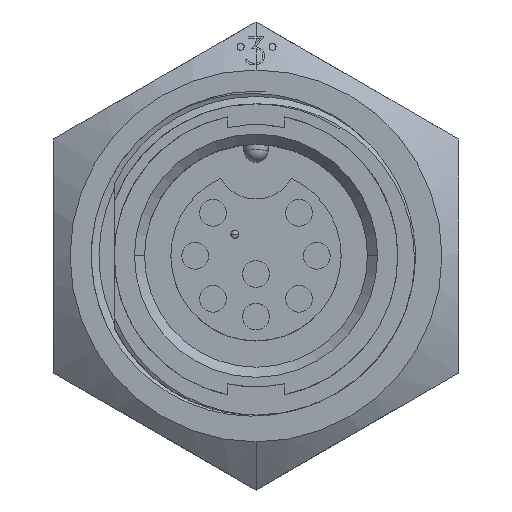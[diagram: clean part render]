
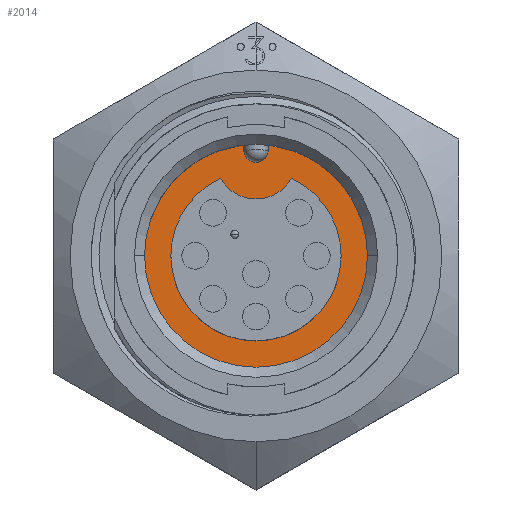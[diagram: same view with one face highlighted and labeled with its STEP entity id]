
A CAD part, top view. The second image highlights one B-rep face of the part: STEP entity #2014.
In plain terms, the highlighted planar face has unit normal (0, 0, 1).
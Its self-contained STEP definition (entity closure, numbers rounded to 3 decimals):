
#53 = CARTESIAN_POINT ( 'NONE',  ( -5.334, 0., -8.636 ) ) ;
#439 = CARTESIAN_POINT ( 'NONE',  ( 0.762, 6.629, -8.636 ) ) ;
#582 = DIRECTION ( 'NONE',  ( 0., 1., 0. ) ) ;
#592 = DIRECTION ( 'NONE',  ( 1., 0., 0. ) ) ;
#1268 = DIRECTION ( 'NONE',  ( 1., 0., 0. ) ) ;
#1321 = CIRCLE ( 'NONE', #6814, 6.985 ) ;
#1375 = AXIS2_PLACEMENT_3D ( 'NONE', #14085, #4574, #15673 ) ;
#1750 = DIRECTION ( 'NONE',  ( 0., 0., 1. ) ) ;
#2014 = ADVANCED_FACE ( 'NONE', ( #7575, #8087 ), #4519, .T. ) ;
#2021 = VECTOR ( 'NONE', #582, 1000. ) ;
#2086 = CIRCLE ( 'NONE', #20065, 5.334 ) ;
#2281 = EDGE_CURVE ( 'NONE', #10646, #4344, #2373, .T. ) ;
#2372 = VERTEX_POINT ( 'NONE', #439 ) ;
#2373 = CIRCLE ( 'NONE', #5670, 6.985 ) ;
#2520 = EDGE_LOOP ( 'NONE', ( #6528, #19260, #16740, #3806 ) ) ;
#2526 = LINE ( 'NONE', #19468, #6726 ) ;
#2613 = VERTEX_POINT ( 'NONE', #10588 ) ;
#3248 = CARTESIAN_POINT ( 'NONE',  ( 0., 0., -8.636 ) ) ;
#3684 = CARTESIAN_POINT ( 'NONE',  ( 5.334, 0., -8.636 ) ) ;
#3806 = ORIENTED_EDGE ( 'NONE', *, *, #12812, .F. ) ;
#4082 = EDGE_CURVE ( 'NONE', #18618, #8487, #9268, .T. ) ;
#4344 = VERTEX_POINT ( 'NONE', #11444 ) ;
#4519 = PLANE ( 'NONE',  #16686 ) ;
#4574 = DIRECTION ( 'NONE',  ( 0., 0., 1. ) ) ;
#4591 = CARTESIAN_POINT ( 'NONE',  ( 0., 0., -8.636 ) ) ;
#4842 = DIRECTION ( 'NONE',  ( 1., 0., 0. ) ) ;
#5288 = VERTEX_POINT ( 'NONE', #17672 ) ;
#5670 = AXIS2_PLACEMENT_3D ( 'NONE', #17757, #8265, #19312 ) ;
#6158 = AXIS2_PLACEMENT_3D ( 'NONE', #3248, #14356, #4842 ) ;
#6183 = DIRECTION ( 'NONE',  ( 1., 0., 0. ) ) ;
#6528 = ORIENTED_EDGE ( 'NONE', *, *, #8025, .F. ) ;
#6726 = VECTOR ( 'NONE', #8398, 1000. ) ;
#6814 = AXIS2_PLACEMENT_3D ( 'NONE', #11235, #1750, #12829 ) ;
#7042 = ORIENTED_EDGE ( 'NONE', *, *, #2281, .T. ) ;
#7575 = FACE_OUTER_BOUND ( 'NONE', #14002, .T. ) ;
#7812 = ORIENTED_EDGE ( 'NONE', *, *, #14560, .T. ) ;
#8025 = EDGE_CURVE ( 'NONE', #2613, #8482, #13206, .T. ) ;
#8087 = FACE_BOUND ( 'NONE', #2520, .T. ) ;
#8265 = DIRECTION ( 'NONE',  ( 0., 0., 1. ) ) ;
#8398 = DIRECTION ( 'NONE',  ( 0., -1., 0. ) ) ;
#8482 = VERTEX_POINT ( 'NONE', #53 ) ;
#8487 = VERTEX_POINT ( 'NONE', #11133 ) ;
#8557 = CIRCLE ( 'NONE', #17136, 2.557 ) ;
#8767 = DIRECTION ( 'NONE',  ( 0., 0., 1. ) ) ;
#8954 = ORIENTED_EDGE ( 'NONE', *, *, #14060, .T. ) ;
#9115 = CARTESIAN_POINT ( 'NONE',  ( -0.762, 6.629, -8.636 ) ) ;
#9268 = CIRCLE ( 'NONE', #16171, 5.334 ) ;
#9370 = DIRECTION ( 'NONE',  ( 0., 0., 1. ) ) ;
#10069 = CARTESIAN_POINT ( 'NONE',  ( 0.762, 6.943, -8.636 ) ) ;
#10079 = DIRECTION ( 'NONE',  ( 0., 0., 1. ) ) ;
#10178 = EDGE_CURVE ( 'NONE', #2613, #8487, #8557, .T. ) ;
#10588 = CARTESIAN_POINT ( 'NONE',  ( -2.223, 4.849, -8.636 ) ) ;
#10646 = VERTEX_POINT ( 'NONE', #17148 ) ;
#10721 = VERTEX_POINT ( 'NONE', #9115 ) ;
#10756 = DIRECTION ( 'NONE',  ( 0., 0., 1. ) ) ;
#11133 = CARTESIAN_POINT ( 'NONE',  ( 2.222, 4.849, -8.636 ) ) ;
#11235 = CARTESIAN_POINT ( 'NONE',  ( 0., 0., -8.636 ) ) ;
#11444 = CARTESIAN_POINT ( 'NONE',  ( 6.985, 0., -8.636 ) ) ;
#11657 = EDGE_CURVE ( 'NONE', #10721, #2372, #17492, .T. ) ;
#12812 = EDGE_CURVE ( 'NONE', #8482, #18618, #2086, .T. ) ;
#12829 = DIRECTION ( 'NONE',  ( 1., 0., 0. ) ) ;
#13206 = CIRCLE ( 'NONE', #17661, 5.334 ) ;
#13531 = ORIENTED_EDGE ( 'NONE', *, *, #11657, .F. ) ;
#13799 = ORIENTED_EDGE ( 'NONE', *, *, #16695, .F. ) ;
#14002 = EDGE_LOOP ( 'NONE', ( #13531, #14222, #7812, #7042, #8954, #13799 ) ) ;
#14060 = EDGE_CURVE ( 'NONE', #4344, #19175, #14234, .T. ) ;
#14085 = CARTESIAN_POINT ( 'NONE',  ( 0., 6.629, -8.636 ) ) ;
#14222 = ORIENTED_EDGE ( 'NONE', *, *, #16641, .F. ) ;
#14234 = CIRCLE ( 'NONE', #6158, 6.985 ) ;
#14356 = DIRECTION ( 'NONE',  ( 0., 0., 1. ) ) ;
#14560 = EDGE_CURVE ( 'NONE', #5288, #10646, #1321, .T. ) ;
#15673 = DIRECTION ( 'NONE',  ( 1., 0., 0. ) ) ;
#15683 = DIRECTION ( 'NONE',  ( 0., 0., 1. ) ) ;
#16171 = AXIS2_PLACEMENT_3D ( 'NONE', #4591, #15683, #6183 ) ;
#16641 = EDGE_CURVE ( 'NONE', #5288, #10721, #2526, .T. ) ;
#16686 = AXIS2_PLACEMENT_3D ( 'NONE', #18841, #9370, #20427 ) ;
#16695 = EDGE_CURVE ( 'NONE', #2372, #19175, #17874, .T. ) ;
#16740 = ORIENTED_EDGE ( 'NONE', *, *, #4082, .F. ) ;
#17136 = AXIS2_PLACEMENT_3D ( 'NONE', #19540, #10079, #592 ) ;
#17148 = CARTESIAN_POINT ( 'NONE',  ( -6.985, 0., -8.636 ) ) ;
#17492 = CIRCLE ( 'NONE', #1375, 0.762 ) ;
#17661 = AXIS2_PLACEMENT_3D ( 'NONE', #18270, #8767, #19839 ) ;
#17672 = CARTESIAN_POINT ( 'NONE',  ( -0.762, 6.943, -8.636 ) ) ;
#17757 = CARTESIAN_POINT ( 'NONE',  ( 0., 0., -8.636 ) ) ;
#17874 = LINE ( 'NONE', #10069, #2021 ) ;
#18270 = CARTESIAN_POINT ( 'NONE',  ( 0., 0., -8.636 ) ) ;
#18618 = VERTEX_POINT ( 'NONE', #3684 ) ;
#18841 = CARTESIAN_POINT ( 'NONE',  ( 0., 0., -8.636 ) ) ;
#19175 = VERTEX_POINT ( 'NONE', #20324 ) ;
#19260 = ORIENTED_EDGE ( 'NONE', *, *, #10178, .T. ) ;
#19312 = DIRECTION ( 'NONE',  ( 1., 0., 0. ) ) ;
#19468 = CARTESIAN_POINT ( 'NONE',  ( -0.762, 6.943, -8.636 ) ) ;
#19540 = CARTESIAN_POINT ( 'NONE',  ( 0., 6.113, -8.636 ) ) ;
#19839 = DIRECTION ( 'NONE',  ( 1., 0., 0. ) ) ;
#20065 = AXIS2_PLACEMENT_3D ( 'NONE', #20222, #10756, #1268 ) ;
#20222 = CARTESIAN_POINT ( 'NONE',  ( 0., 0., -8.636 ) ) ;
#20324 = CARTESIAN_POINT ( 'NONE',  ( 0.762, 6.943, -8.636 ) ) ;
#20427 = DIRECTION ( 'NONE',  ( 1., 0., 0. ) ) ;
